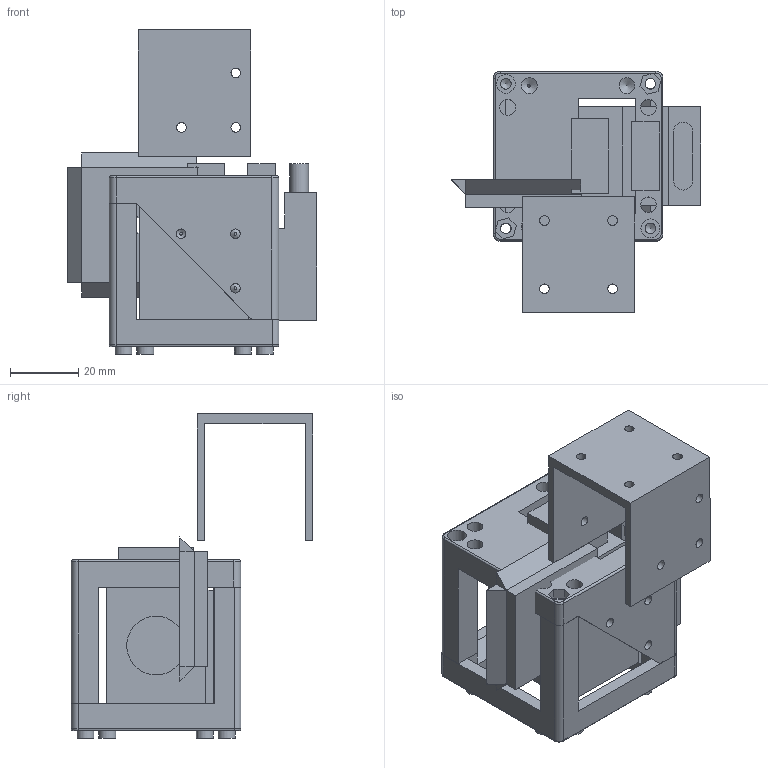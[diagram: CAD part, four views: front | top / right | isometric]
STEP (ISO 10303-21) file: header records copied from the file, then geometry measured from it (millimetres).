
FILE_DESCRIPTION(/* description */ (''),/* implementation_level */ '2;1');
FILE_NAME(/* name */ 'Assembly_Cube_Laser_Multicolour_v3.iam.step',/* time_stamp */ '2022-11-29T09:05:39+01:00',/* author */ ('marsikovabarbora'),/* organization */ (''),/* preprocessor_version */ 'ST-DEVELOPER v18.1',/* originating_system */ 'Autodesk Inventor 2022',/* authorisation */ '');
FILE_SCHEMA (('AUTOMOTIVE_DESIGN { 1 0 10303 214 3 1 1 }'));
Length unit declared in the file: millimetre
Products named in the file (7): Assembly_Cube_Lens_holder_v3; 00_RGB_Laser_Laserlands; 10_Cube_1x1_IM; 10_Cube_1x1_IM_1; Assembly_Cube_Laser_Multicolour_insert_v3; 20_Cube_Insert_Laser_multicolour_sidewall_v3; 20_Cube_Insert_Template_inplate_V3
Assembly tree (6 placements, depth 2):
  Assembly_Cube_Lens_holder_v3
    00_RGB_Laser_Laserlands
    10_Cube_1x1_IM
    10_Cube_1x1_IM_1
    Assembly_Cube_Laser_Multicolour_insert_v3
    20_Cube_Insert_Laser_multicolour_sidewall_v3
    20_Cube_Insert_Template_inplate_V3
Bounding box: 73.3 x 70.87 x 95.15 mm (x, y, z)
Volume: 112071.3 mm3; surface area: 48475.7 mm2
Topology: 6 solids, 6 shells, 370 faces, 946 edges, 621 vertices
Faces by surface type: plane 216, cylinder 131, cone 15, torus 8
Full cylindrical faces by diameter (mm): 2.05 x8, 2.8 x18, 3.1 x8, 4.6 x14, 4.95 x8, 5.5 x4, 17.25 x1
Entity records: 11730 total; most frequent: CARTESIAN_POINT 2052, DIRECTION 1986, ORIENTED_EDGE 1880, EDGE_CURVE 940, AXIS2_PLACEMENT_3D 670, LINE 646, VECTOR 646, VERTEX_POINT 621
